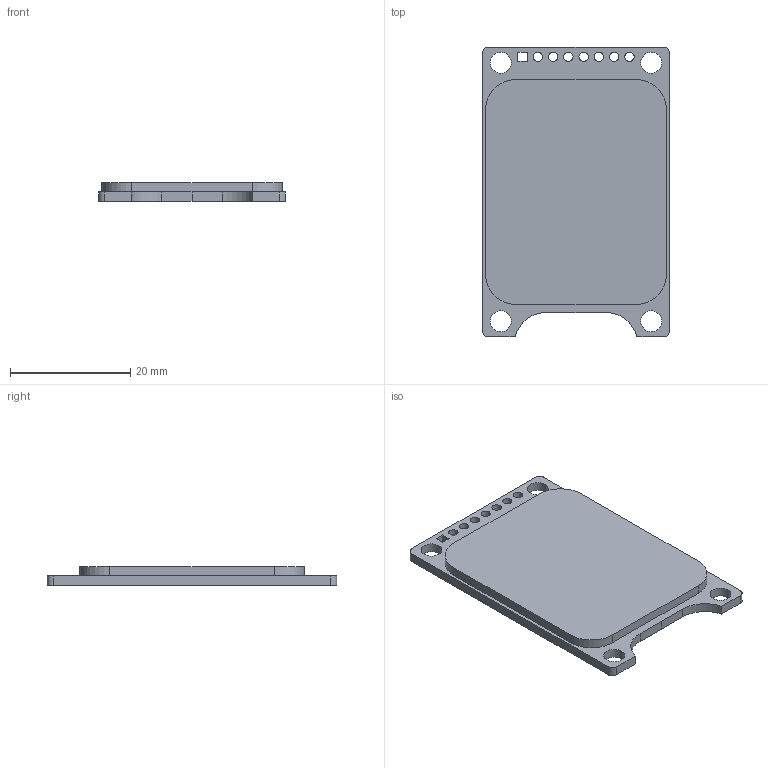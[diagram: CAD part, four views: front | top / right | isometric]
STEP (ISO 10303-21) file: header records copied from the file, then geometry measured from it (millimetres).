
FILE_DESCRIPTION(('FreeCAD Model'),'2;1');
FILE_NAME('Open CASCADE Shape Model','2023-06-27T16:24:59',('Author'),( ''),'Open CASCADE STEP processor 7.6','FreeCAD','Unknown');
FILE_SCHEMA(('AUTOMOTIVE_DESIGN { 1 0 10303 214 1 1 1 1 }'));
Length unit declared in the file: millimetre
Products named in the file (3): Part; Screen; Body001
Assembly tree (2 placements, depth 2):
  Part
    Screen
    Body001
Bounding box: 31.1 x 48.2 x 3.16 mm (x, y, z)
Volume: 3917.9 mm3; surface area: 5541.4 mm2
Topology: 2 solids, 2 shells, 40 faces, 108 edges, 72 vertices
Faces by surface type: cylinder 21, plane 19
Full cylindrical faces by diameter (mm): 1.547 x7, 3.5 x4
Entity records: 2832 total; most frequent: CARTESIAN_POINT 517, DIRECTION 439, LINE 240, VECTOR 240, ORIENTED_EDGE 216, PCURVE 216, DEFINITIONAL_REPRESENTATION 216, EDGE_CURVE 108
